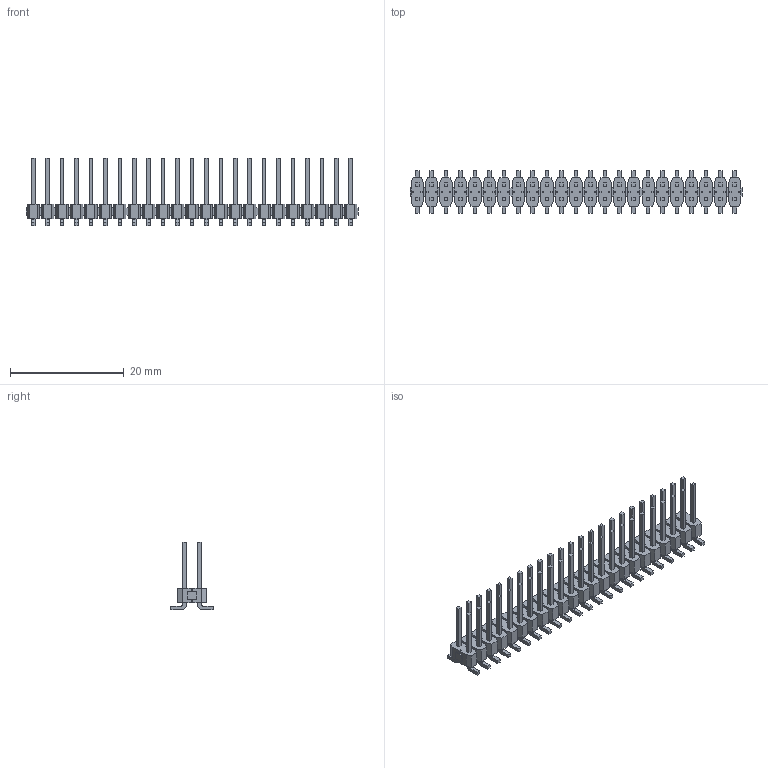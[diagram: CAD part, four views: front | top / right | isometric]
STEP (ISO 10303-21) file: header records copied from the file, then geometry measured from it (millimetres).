
FILE_DESCRIPTION(('FreeCAD Model'),'2;1');
FILE_NAME('TSM_123_02_S_DV_cp.step','2018-08-06T11:51:08',('kicad StepUp'),( 'ksu MCAD'),'Open CASCADE STEP processor 7.2','FreeCAD','Unknown');
FILE_SCHEMA(('AUTOMOTIVE_DESIGN { 1 0 10303 214 1 1 1 1 }'));
Length unit declared in the file: millimetre
Products named in the file (1): TSM_123_02_S_DV_cp
Bounding box: 58.42 x 7.44 x 11.94 mm (x, y, z)
Volume: 828.5 mm3; surface area: 3276.9 mm2
Topology: 2 solids, 2 shells, 1568 faces, 4692 edges, 3128 vertices
Faces by surface type: plane 1476, cylinder 92
Entity records: 63011 total; most frequent: CARTESIAN_POINT 9389, ORIENTED_EDGE 9384, DIRECTION 8014, EDGE_CURVE 4692, LINE 4508, VECTOR 4508, VERTEX_POINT 3128, AXIS2_PLACEMENT_3D 1753
